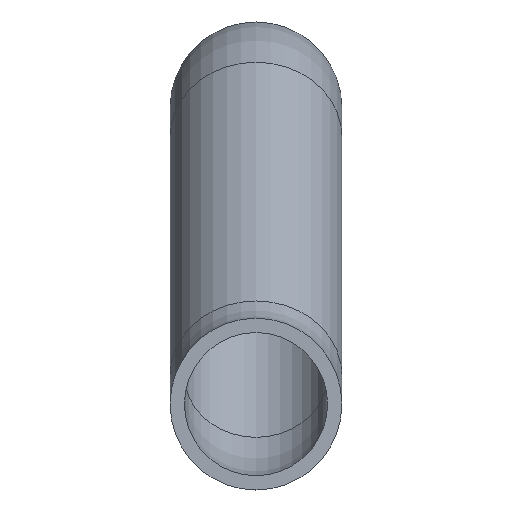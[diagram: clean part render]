
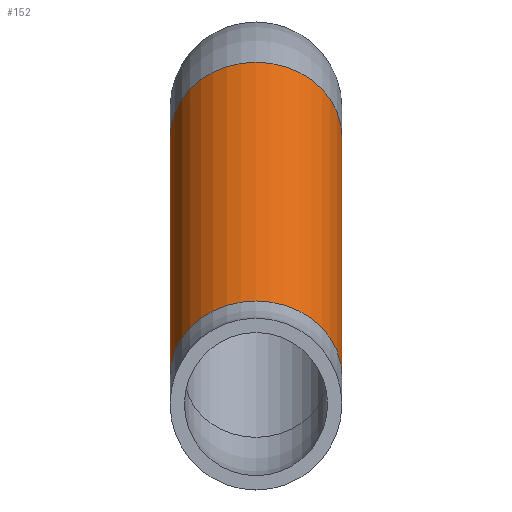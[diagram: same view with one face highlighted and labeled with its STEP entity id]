
A CAD part, left-side view. The second image highlights one B-rep face of the part: STEP entity #152.
In plain terms, the highlighted cylindrical face has radius 9 mm (diameter 18 mm), a full revolution.
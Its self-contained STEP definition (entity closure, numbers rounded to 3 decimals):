
#25=FACE_BOUND($,#57,.T.);
#39=FACE_OUTER_BOUND($,#56,.T.);
#56=EDGE_LOOP($,(#116));
#57=EDGE_LOOP($,(#117));
#74=CIRCLE($,#175,9.);
#75=CIRCLE($,#177,9.);
#86=VERTEX_POINT($,#258);
#87=VERTEX_POINT($,#261);
#98=EDGE_CURVE($,#86,#86,#74,.T.);
#99=EDGE_CURVE($,#87,#87,#75,.T.);
#116=ORIENTED_EDGE($,*,*,#98,.T.);
#117=ORIENTED_EDGE($,*,*,#99,.F.);
#130=CYLINDRICAL_SURFACE($,#176,9.);
#152=ADVANCED_FACE($,(#39,#25),#130,.T.);
#175=AXIS2_PLACEMENT_3D($,#259,#216,#217);
#176=AXIS2_PLACEMENT_3D($,#260,#218,#219);
#177=AXIS2_PLACEMENT_3D($,#262,#220,#221);
#216=DIRECTION('center_axis',(-0.866,0.,-0.5));
#217=DIRECTION('ref_axis',(0.,-1.,0.));
#218=DIRECTION('center_axis',(0.866,0.,0.5));
#219=DIRECTION('ref_axis',(0.,-1.,0.));
#220=DIRECTION('center_axis',(-0.866,0.,-0.5));
#221=DIRECTION('ref_axis',(0.,-1.,0.));
#258=CARTESIAN_POINT('',(94.55,9.,28.03));
#259=CARTESIAN_POINT('Origin',(94.55,0.,28.03));
#260=CARTESIAN_POINT('Origin',(51.221,0.,3.014));
#261=CARTESIAN_POINT('',(51.221,9.,3.014));
#262=CARTESIAN_POINT('Origin',(51.221,0.,3.014));
